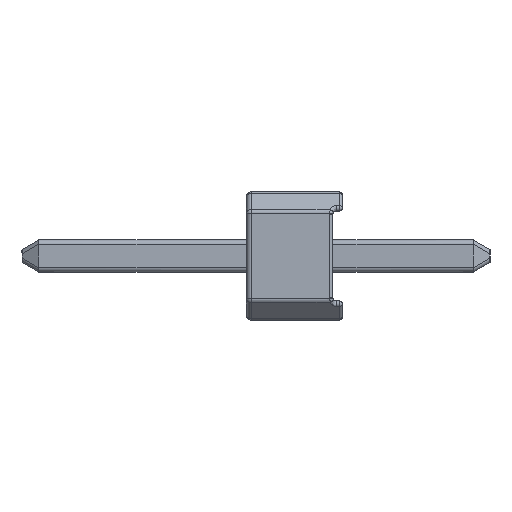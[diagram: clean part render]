
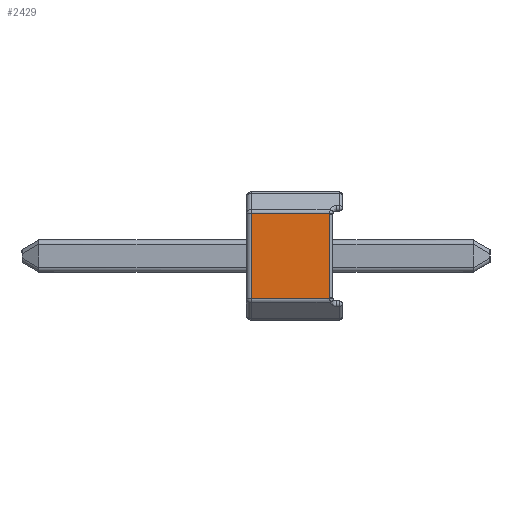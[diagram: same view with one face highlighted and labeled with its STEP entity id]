
A CAD part, left-side view. The second image highlights one B-rep face of the part: STEP entity #2429.
In plain terms, the highlighted planar face has unit normal (-1, 0, 0).
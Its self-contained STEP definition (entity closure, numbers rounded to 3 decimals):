
#102 = ORIENTED_EDGE ( 'NONE', *, *, #4246, .T. ) ;
#106 = ORIENTED_EDGE ( 'NONE', *, *, #554, .T. ) ;
#402 = CARTESIAN_POINT ( 'NONE',  ( -1., -0.55, 0. ) ) ;
#473 = LINE ( 'NONE', #402, #3914 ) ;
#554 = EDGE_CURVE ( 'NONE', #4145, #1014, #2336, .T. ) ;
#593 = AXIS2_PLACEMENT_3D ( 'NONE', #2506, #1272, #2284 ) ;
#728 = VERTEX_POINT ( 'NONE', #3578 ) ;
#748 = LINE ( 'NONE', #949, #4286 ) ;
#856 = DIRECTION ( 'NONE',  ( 0., 0., 1. ) ) ;
#930 = DIRECTION ( 'NONE',  ( 0., 1., 0. ) ) ;
#949 = CARTESIAN_POINT ( 'NONE',  ( -1., 0.75, 0.669 ) ) ;
#963 = CARTESIAN_POINT ( 'NONE',  ( -1., -0.552, -0.669 ) ) ;
#1014 = VERTEX_POINT ( 'NONE', #2607 ) ;
#1066 = EDGE_CURVE ( 'NONE', #3127, #4145, #1569, .T. ) ;
#1272 = DIRECTION ( 'NONE',  ( 1., 0., 0. ) ) ;
#1569 = LINE ( 'NONE', #2500, #2376 ) ;
#1756 = FACE_OUTER_BOUND ( 'NONE', #3676, .T. ) ;
#2022 = ORIENTED_EDGE ( 'NONE', *, *, #2153, .T. ) ;
#2052 = DIRECTION ( 'NONE',  ( 0., 0., -1. ) ) ;
#2117 = VERTEX_POINT ( 'NONE', #4339 ) ;
#2153 = EDGE_CURVE ( 'NONE', #2117, #3127, #3744, .T. ) ;
#2284 = DIRECTION ( 'NONE',  ( 0., 0., -1. ) ) ;
#2315 = DIRECTION ( 'NONE',  ( 0., 0., -1. ) ) ;
#2331 = DIRECTION ( 'NONE',  ( 1., 0., 0. ) ) ;
#2336 = CIRCLE ( 'NONE', #3594, 0.1 ) ;
#2343 = CARTESIAN_POINT ( 'NONE',  ( -1., 0., 0. ) ) ;
#2364 = CARTESIAN_POINT ( 'NONE',  ( -1., -0.55, 0.65 ) ) ;
#2376 = VECTOR ( 'NONE', #2508, 1000. ) ;
#2429 = ADVANCED_FACE ( 'NONE', ( #1756 ), #2594, .F. ) ;
#2500 = CARTESIAN_POINT ( 'NONE',  ( -1., -0.551, -0.669 ) ) ;
#2506 = CARTESIAN_POINT ( 'NONE',  ( -1., -0.65, 0.65 ) ) ;
#2508 = DIRECTION ( 'NONE',  ( 0., -1., 0. ) ) ;
#2594 = PLANE ( 'NONE',  #3123 ) ;
#2607 = CARTESIAN_POINT ( 'NONE',  ( -1., -0.55, -0.65 ) ) ;
#2863 = CARTESIAN_POINT ( 'NONE',  ( -1., 0.675, -0.669 ) ) ;
#2873 = VECTOR ( 'NONE', #2052, 1000. ) ;
#3006 = ORIENTED_EDGE ( 'NONE', *, *, #1066, .T. ) ;
#3123 = AXIS2_PLACEMENT_3D ( 'NONE', #2343, #2331, #2315 ) ;
#3127 = VERTEX_POINT ( 'NONE', #2863 ) ;
#3254 = ORIENTED_EDGE ( 'NONE', *, *, #4317, .T. ) ;
#3439 = CARTESIAN_POINT ( 'NONE',  ( -1., -0.65, -0.65 ) ) ;
#3512 = ORIENTED_EDGE ( 'NONE', *, *, #4170, .T. ) ;
#3548 = CIRCLE ( 'NONE', #593, 0.1 ) ;
#3578 = CARTESIAN_POINT ( 'NONE',  ( -1., -0.552, 0.669 ) ) ;
#3594 = AXIS2_PLACEMENT_3D ( 'NONE', #3439, #4229, #4231 ) ;
#3676 = EDGE_LOOP ( 'NONE', ( #2022, #3006, #106, #3254, #102, #3512 ) ) ;
#3689 = VERTEX_POINT ( 'NONE', #2364 ) ;
#3744 = LINE ( 'NONE', #4158, #2873 ) ;
#3914 = VECTOR ( 'NONE', #856, 1000. ) ;
#4145 = VERTEX_POINT ( 'NONE', #963 ) ;
#4158 = CARTESIAN_POINT ( 'NONE',  ( -1., 0.675, -0.7 ) ) ;
#4170 = EDGE_CURVE ( 'NONE', #728, #2117, #748, .T. ) ;
#4229 = DIRECTION ( 'NONE',  ( 1., 0., 0. ) ) ;
#4231 = DIRECTION ( 'NONE',  ( 0., 0., -1. ) ) ;
#4246 = EDGE_CURVE ( 'NONE', #3689, #728, #3548, .T. ) ;
#4286 = VECTOR ( 'NONE', #930, 1000. ) ;
#4317 = EDGE_CURVE ( 'NONE', #1014, #3689, #473, .T. ) ;
#4339 = CARTESIAN_POINT ( 'NONE',  ( -1., 0.675, 0.669 ) ) ;
